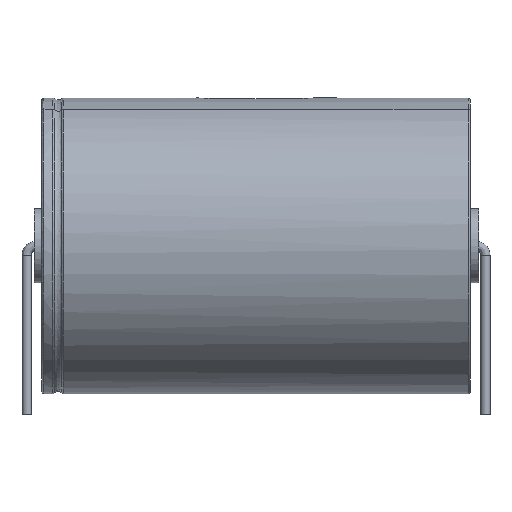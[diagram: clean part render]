
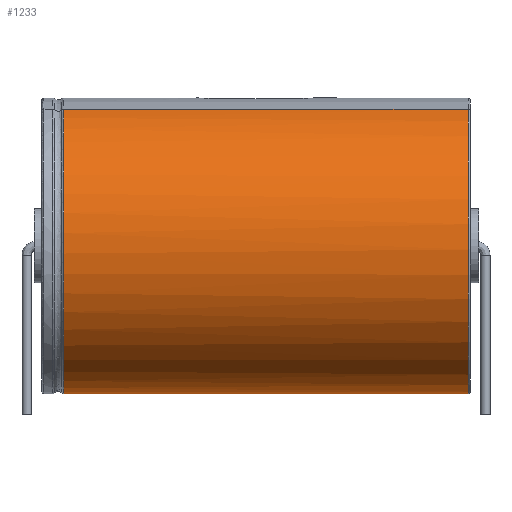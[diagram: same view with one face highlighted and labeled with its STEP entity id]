
A CAD part, front view. The second image highlights one B-rep face of the part: STEP entity #1233.
In plain terms, the highlighted cylindrical face has radius 14.5 mm (diameter 29 mm), a partial arc.
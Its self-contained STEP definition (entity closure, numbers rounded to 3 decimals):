
#552=VERTEX_POINT('',#553);
#553=CARTESIAN_POINT('',(43.3,-5.549,27.896));
#559=EDGE_CURVE('',#560,#552,#562,.T.);
#560=VERTEX_POINT('',#561);
#561=CARTESIAN_POINT('',(3.635,-5.549,27.896));
#562=LINE('',#563,#564);
#563=CARTESIAN_POINT('',(3.5,-5.549,27.896));
#564=VECTOR('',#565,1.);
#565=DIRECTION('',(1.,0.,0.));
#608=DIRECTION('',(-1.,0.,0.));
#712=VERTEX_POINT('',#713);
#713=CARTESIAN_POINT('',(43.3,5.549,27.896));
#717=DIRECTION('',(0.,0.383,0.924));
#718=ORIENTED_EDGE('',*,*,#719,.F.);
#719=EDGE_CURVE('',#720,#712,#722,.T.);
#720=VERTEX_POINT('',#721);
#721=CARTESIAN_POINT('',(3.635,5.549,27.896));
#722=LINE('',#723,#564);
#723=CARTESIAN_POINT('',(3.5,5.549,27.896));
#1153=ORIENTED_EDGE('',*,*,#1154,.T.);
#1154=EDGE_CURVE('',#720,#560,#1155,.T.);
#1155=B_SPLINE_CURVE_WITH_KNOTS('',13,(#1156,#1157,#1158,#1159,#1160,#1161,#1162,#1163,#1164,#1165,#1166,#1167,#1168,#1169,#1170,#1171,#1172,#1173,#1174,#1175,#1176,#1177,#1178,#1179,#1180,#1181,#1182,#1183,#1184,#1185,#1186,#1187,#1188,#1189,#1190,#1191,#1192,#1193),.UNSPECIFIED.,.F.,.F.,(14,12,12,14),(-3.397,0.,79.718,83.114),.UNSPECIFIED.);
#1156=CARTESIAN_POINT('',(3.635,2.411,29.196));
#1157=CARTESIAN_POINT('',(3.635,2.654,29.095));
#1158=CARTESIAN_POINT('',(3.635,2.897,28.995));
#1159=CARTESIAN_POINT('',(3.635,3.139,28.894));
#1160=CARTESIAN_POINT('',(3.635,3.381,28.794));
#1161=CARTESIAN_POINT('',(3.635,3.623,28.694));
#1162=CARTESIAN_POINT('',(3.635,3.865,28.594));
#1163=CARTESIAN_POINT('',(3.635,4.106,28.494));
#1164=CARTESIAN_POINT('',(3.635,4.348,28.394));
#1165=CARTESIAN_POINT('',(3.635,4.588,28.294));
#1166=CARTESIAN_POINT('',(3.635,4.829,28.194));
#1167=CARTESIAN_POINT('',(3.635,5.069,28.095));
#1168=CARTESIAN_POINT('',(3.635,5.309,27.996));
#1169=CARTESIAN_POINT('',(3.635,11.175,25.566));
#1170=CARTESIAN_POINT('',(3.635,15.821,20.642));
#1171=CARTESIAN_POINT('',(3.635,18.07,13.575));
#1172=CARTESIAN_POINT('',(3.635,16.814,5.724));
#1173=CARTESIAN_POINT('',(3.635,12.001,-0.903));
#1174=CARTESIAN_POINT('',(3.635,4.569,-5.119));
#1175=CARTESIAN_POINT('',(3.635,-4.569,-5.119));
#1176=CARTESIAN_POINT('',(3.635,-12.001,-0.903));
#1177=CARTESIAN_POINT('',(3.635,-16.814,5.724));
#1178=CARTESIAN_POINT('',(3.635,-18.07,13.575));
#1179=CARTESIAN_POINT('',(3.635,-15.821,20.642));
#1180=CARTESIAN_POINT('',(3.635,-11.175,25.566));
#1181=CARTESIAN_POINT('',(3.635,-5.309,27.996));
#1182=CARTESIAN_POINT('',(3.635,-5.069,28.095));
#1183=CARTESIAN_POINT('',(3.635,-4.829,28.194));
#1184=CARTESIAN_POINT('',(3.635,-4.588,28.294));
#1185=CARTESIAN_POINT('',(3.635,-4.348,28.394));
#1186=CARTESIAN_POINT('',(3.635,-4.106,28.494));
#1187=CARTESIAN_POINT('',(3.635,-3.865,28.594));
#1188=CARTESIAN_POINT('',(3.635,-3.623,28.694));
#1189=CARTESIAN_POINT('',(3.635,-3.381,28.794));
#1190=CARTESIAN_POINT('',(3.635,-3.139,28.894));
#1191=CARTESIAN_POINT('',(3.635,-2.897,28.995));
#1192=CARTESIAN_POINT('',(3.635,-2.654,29.095));
#1193=CARTESIAN_POINT('',(3.635,-2.411,29.196));
#1233=ADVANCED_FACE('',(#1234),#1242,.T.);
#1234=FACE_BOUND('',#1235,.F.);
#1235=EDGE_LOOP('',(#718,#1153,#1236,#1237));
#1236=ORIENTED_EDGE('',*,*,#559,.T.);
#1237=ORIENTED_EDGE('',*,*,#1238,.F.);
#1238=EDGE_CURVE('',#712,#552,#1239,.T.);
#1239=CIRCLE('',#1240,14.5);
#1240=AXIS2_PLACEMENT_3D('',#1241,#608,#717);
#1241=CARTESIAN_POINT('',(43.3,0.,14.5));
#1242=CYLINDRICAL_SURFACE('',#1243,14.5);
#1243=AXIS2_PLACEMENT_3D('',#1244,#565,#717);
#1244=CARTESIAN_POINT('',(3.5,0.,14.5));
